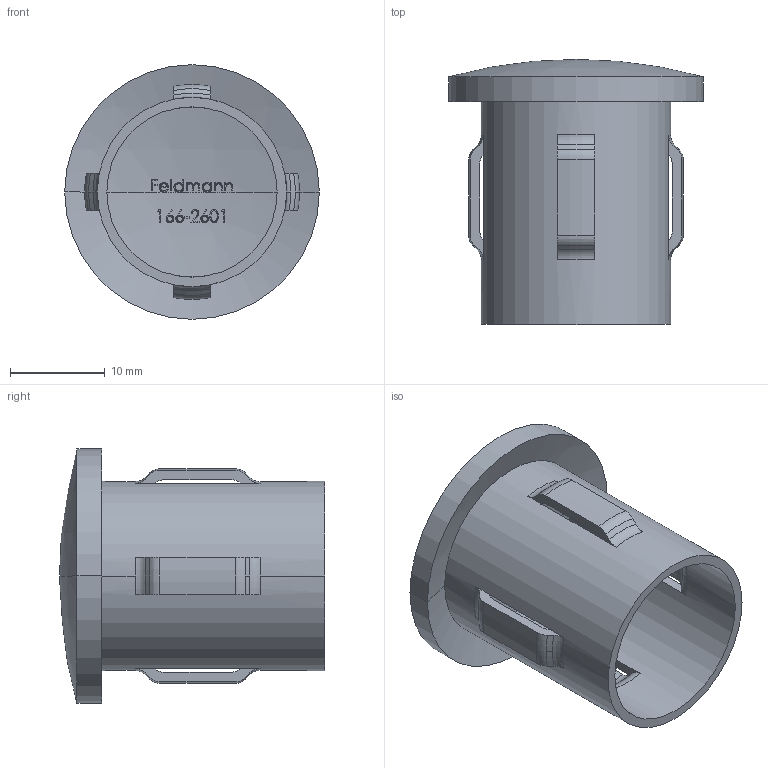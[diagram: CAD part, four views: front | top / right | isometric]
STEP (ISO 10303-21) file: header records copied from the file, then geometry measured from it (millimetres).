
FILE_DESCRIPTION (( 'STEP AP203' ), '1' );
FILE_NAME ('166-2601.step', '2020-11-04T13:19:34', ( '' ), ( '' ), 'SwSTEP 2.0', 'SolidWorks 2018', '' );
FILE_SCHEMA (( 'CONFIG_CONTROL_DESIGN' ));
Length unit declared in the file: millimetre
Products named in the file (2): 166-2601
Bounding box: 26.9 x 28 x 26.9 mm (x, y, z)
Volume: 2930.8 mm3; surface area: 4517.8 mm2
Topology: 1 solids, 1 shells, 306 faces, 844 edges, 544 vertices
Faces by surface type: plane 102, bspline 90, torus 40, sphere 38, cone 20, cylinder 16
Entity records: 14074 total; most frequent: CARTESIAN_POINT 6700, ORIENTED_EDGE 1688, DIRECTION 1277, EDGE_CURVE 844, VERTEX_POINT 544, AXIS2_PLACEMENT_3D 519, EDGE_LOOP 326, FACE_OUTER_BOUND 306
